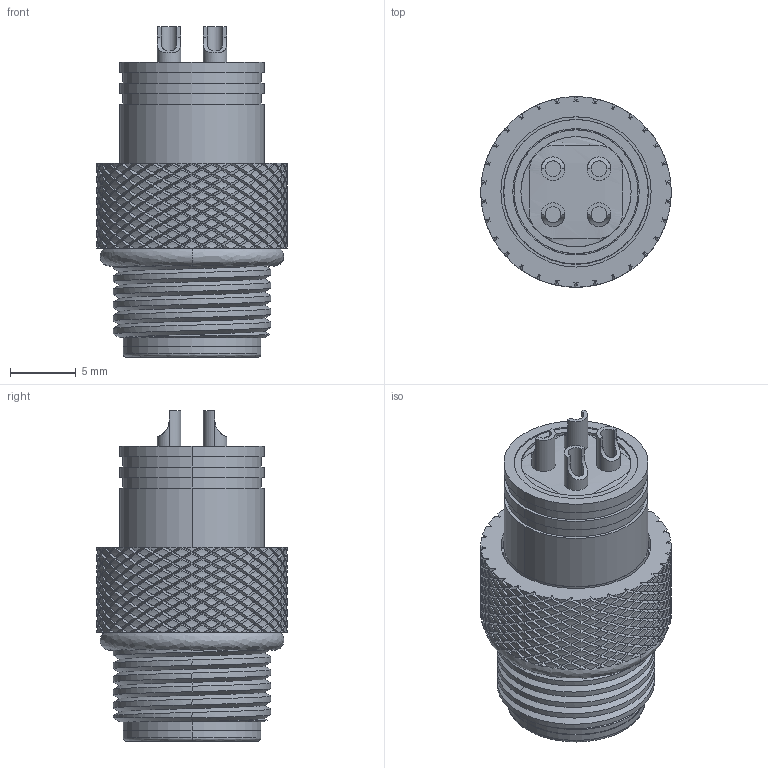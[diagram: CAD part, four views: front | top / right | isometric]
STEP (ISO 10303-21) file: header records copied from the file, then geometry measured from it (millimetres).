
FILE_DESCRIPTION (( 'STEP AP214' ), '1' );
FILE_NAME ('M124DM-MLD_3D.STEP', '2021-09-17T16:10:10', ( '' ), ( '' ), 'SwSTEP 2.0', 'SolidWorks 2021', '' );
FILE_SCHEMA (( 'AUTOMOTIVE_DESIGN' ));
Length unit declared in the file: millimetre
Products named in the file (1): M124DM-MLD_3D
Bounding box: 14.5 x 14.5 x 25.2 mm (x, y, z)
Volume: 1935.8 mm3; surface area: 4087.6 mm2
Topology: 1 solids, 1 shells, 2617 faces, 5422 edges, 2822 vertices
Faces by surface type: bspline 1941, cylinder 610, plane 63, cone 3
Entity records: 113065 total; most frequent: CARTESIAN_POINT 80698, ORIENTED_EDGE 10812, EDGE_CURVE 5406, VERTEX_POINT 2822, EDGE_LOOP 2650, ADVANCED_FACE 2617, FACE_OUTER_BOUND 2617, DIRECTION 2064
